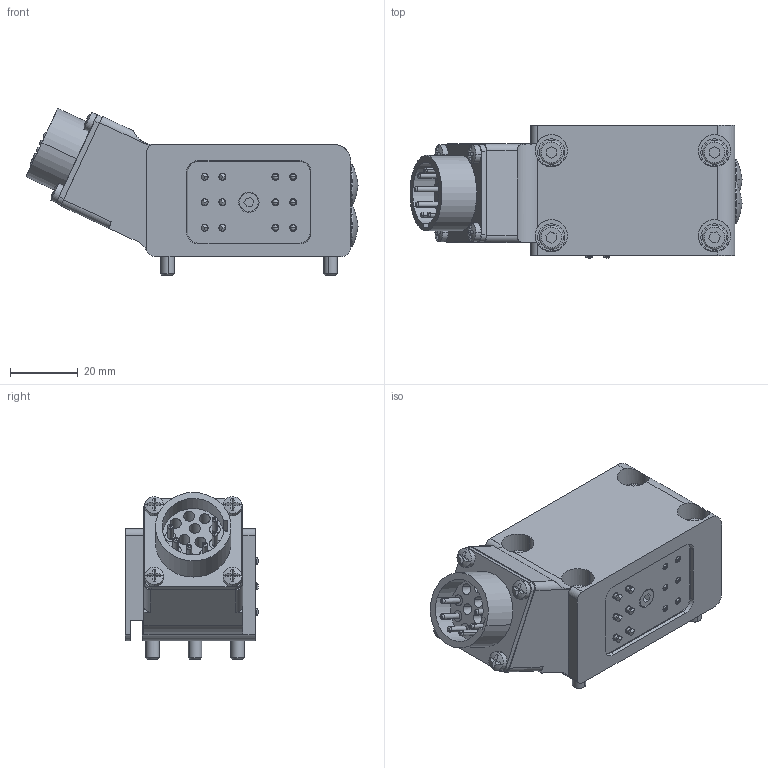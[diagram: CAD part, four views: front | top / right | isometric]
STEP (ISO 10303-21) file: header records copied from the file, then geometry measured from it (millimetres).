
FILE_DESCRIPTION (( 'STEP AP214' ), '1' );
FILE_NAME ('P1328.STEP', '2018-04-06T11:19:40', ( '' ), ( '' ), 'SwSTEP 2.0', 'SolidWorks 2016', '' );
FILE_SCHEMA (( 'AUTOMOTIVE_DESIGN' ));
Length unit declared in the file: millimetre
Products named in the file (1): P1328
Bounding box: 97.67 x 39.26 x 49.16 mm (x, y, z)
Volume: 69617.4 mm3; surface area: 41191.6 mm2
Topology: 44 solids, 44 shells, 949 faces, 2182 edges, 1327 vertices
Faces by surface type: cylinder 382, plane 278, cone 137, torus 104, sphere 32, bspline 16
Entity records: 38863 total; most frequent: CARTESIAN_POINT 6105, DIRECTION 4984, ORIENTED_EDGE 4220, EDGE_CURVE 2110, AXIS2_PLACEMENT_3D 2032, VERTEX_POINT 1297, CIRCLE 1098, EDGE_LOOP 1089
